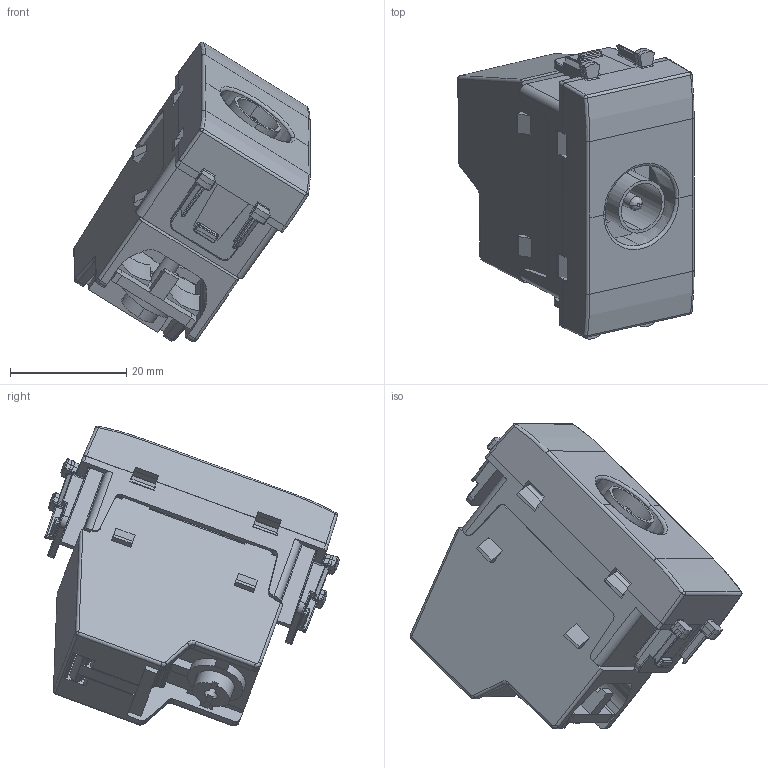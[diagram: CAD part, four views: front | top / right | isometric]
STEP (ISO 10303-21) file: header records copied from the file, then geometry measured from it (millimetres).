
FILE_DESCRIPTION(('CATIA V5 STEP Exchange'),'2;1');
FILE_NAME('441096M.stp','2024-03-07T14:54:58+00:00',('none'),('none'),'CATIA Version 5-6 Release 2016 SP6','CATIA V5 STEP AP203','none');
FILE_SCHEMA(('CONFIG_CONTROL_DESIGN'));
Length unit declared in the file: millimetre
Products named in the file (1): 441096M
Assembly tree (2 placements, depth 2):
  441096M
    #57
    #23393
Bounding box: 40.67 x 50.64 x 51.6 mm (x, y, z)
Volume: 20680.8 mm3; surface area: 15203.4 mm2
Topology: 3 solids, 3 shells, 861 faces, 2231 edges, 1318 vertices
Faces by surface type: plane 363, cylinder 312, bspline 88, sphere 52, cone 30, torus 8, extrusion 8
Entity records: 32366 total; most frequent: CARTESIAN_POINT 14015, ORIENTED_EDGE 4338, DIRECTION 2782, EDGE_CURVE 2169, VERTEX_POINT 1318, VECTOR 1163, LINE 1155, AXIS2_PLACEMENT_3D 1014
